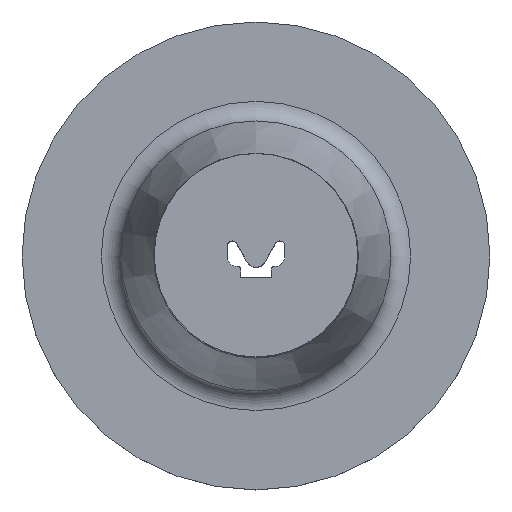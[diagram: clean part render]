
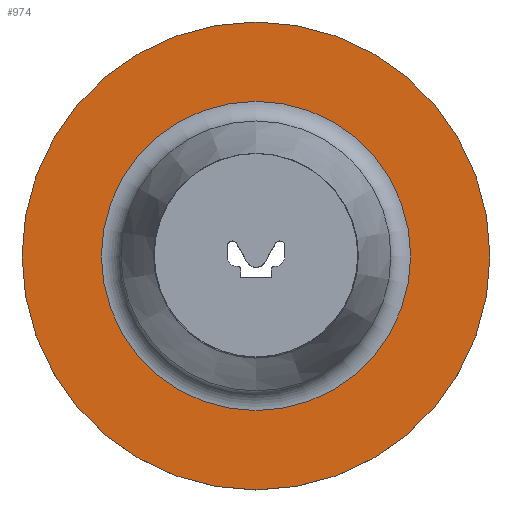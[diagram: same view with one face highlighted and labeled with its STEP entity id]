
A CAD part, top view. The second image highlights one B-rep face of the part: STEP entity #974.
In plain terms, the highlighted planar face has unit normal (0, 0, 1).
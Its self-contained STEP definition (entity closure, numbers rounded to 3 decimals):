
#15=FACE_BOUND('',#184,.T.);
#42=PLANE('',#1064);
#77=CIRCLE('',#1060,15.202);
#80=CIRCLE('',#1065,23.);
#81=CIRCLE('',#1066,23.);
#131=FACE_OUTER_BOUND('',#183,.T.);
#183=EDGE_LOOP('',(#795,#796));
#184=EDGE_LOOP('',(#797));
#440=VERTEX_POINT('',#2552);
#443=VERTEX_POINT('',#2562);
#444=VERTEX_POINT('',#2563);
#576=EDGE_CURVE('',#440,#440,#77,.T.);
#580=EDGE_CURVE('',#443,#444,#80,.T.);
#581=EDGE_CURVE('',#444,#443,#81,.T.);
#795=ORIENTED_EDGE('',*,*,#580,.F.);
#796=ORIENTED_EDGE('',*,*,#581,.F.);
#797=ORIENTED_EDGE('',*,*,#576,.F.);
#974=ADVANCED_FACE('',(#131,#15),#42,.T.);
#1060=AXIS2_PLACEMENT_3D('',#2554,#1255,#1256);
#1064=AXIS2_PLACEMENT_3D('',#2561,#1264,#1265);
#1065=AXIS2_PLACEMENT_3D('',#2564,#1266,#1267);
#1066=AXIS2_PLACEMENT_3D('',#2565,#1268,#1269);
#1255=DIRECTION('center_axis',(0.,0.,1.));
#1256=DIRECTION('ref_axis',(0.,1.,0.));
#1264=DIRECTION('center_axis',(0.,0.,1.));
#1265=DIRECTION('ref_axis',(1.,0.,0.));
#1266=DIRECTION('center_axis',(0.,0.,-1.));
#1267=DIRECTION('ref_axis',(1.,0.,0.));
#1268=DIRECTION('center_axis',(0.,0.,-1.));
#1269=DIRECTION('ref_axis',(1.,0.,0.));
#2552=CARTESIAN_POINT('',(0.,-15.202,3.));
#2554=CARTESIAN_POINT('Origin',(0.,0.,3.));
#2561=CARTESIAN_POINT('Origin',(0.,23.,3.));
#2562=CARTESIAN_POINT('',(0.,23.,3.));
#2563=CARTESIAN_POINT('',(0.,-23.,3.));
#2564=CARTESIAN_POINT('Origin',(0.,0.,3.));
#2565=CARTESIAN_POINT('Origin',(0.,0.,3.));
